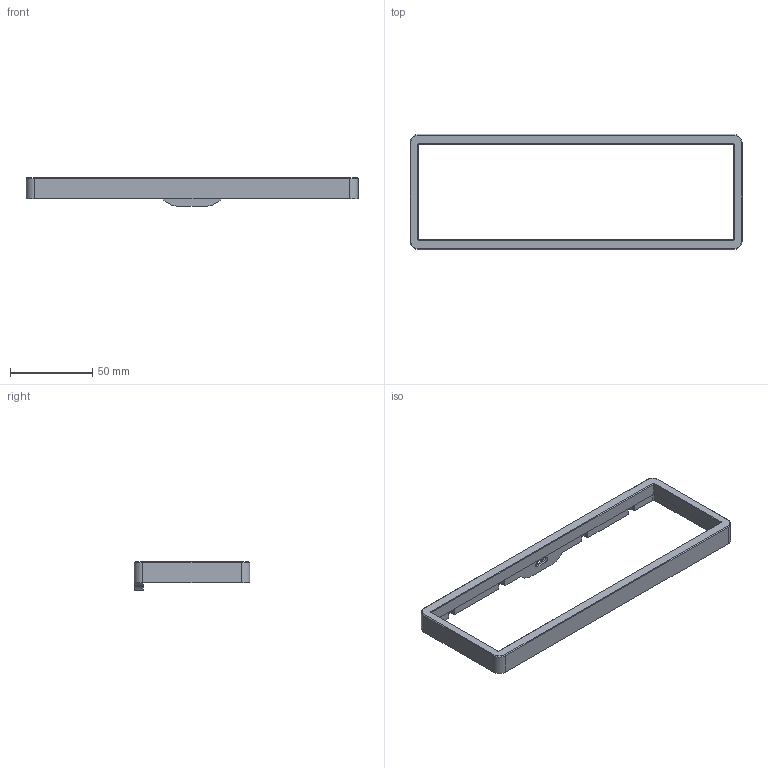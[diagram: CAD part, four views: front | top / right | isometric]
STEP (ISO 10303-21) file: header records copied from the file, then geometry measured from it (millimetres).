
FILE_DESCRIPTION(/* description */ (''),/* implementation_level */ '2;1');
FILE_NAME(/* name */ '上盖 (1).step',/* time_stamp */ '2021-12-08T20:54:29+08:00',/* author */ (''),/* organization */ (''),/* preprocessor_version */ 'ST-DEVELOPER v18.1',/* originating_system */ 'Autodesk Translation Framework v10.10.0.1391',/* authorisation */ '');
FILE_SCHEMA (('AUTOMOTIVE_DESIGN { 1 0 10303 214 3 1 1 }'));
Length unit declared in the file: millimetre
Products named in the file (1): 上盖 (1)
Bounding box: 201.45 x 70.1 x 17.3 mm (x, y, z)
Volume: 36752.3 mm3; surface area: 20367.5 mm2
Topology: 1 solids, 1 shells, 139 faces, 340 edges, 220 vertices
Faces by surface type: plane 79, cylinder 50, cone 10
Full cylindrical faces by diameter (mm): 1.623 x16
Entity records: 4132 total; most frequent: DIRECTION 730, CARTESIAN_POINT 700, ORIENTED_EDGE 680, EDGE_CURVE 340, AXIS2_PLACEMENT_3D 250, LINE 230, VECTOR 230, VERTEX_POINT 220
